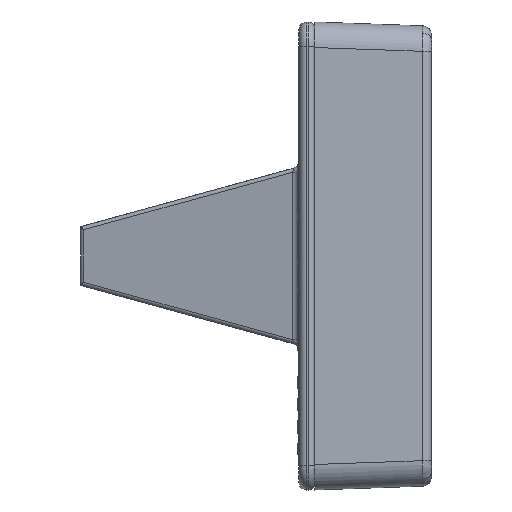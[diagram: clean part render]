
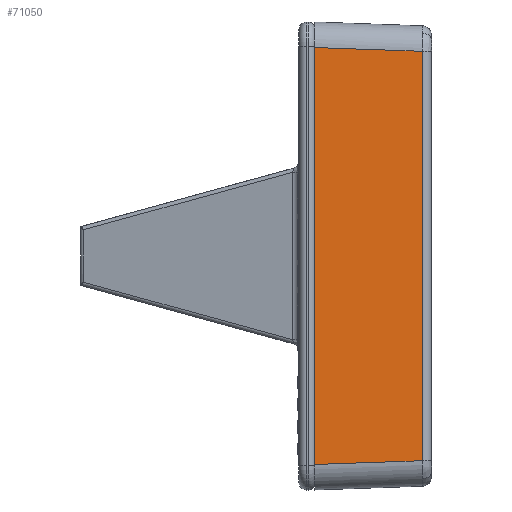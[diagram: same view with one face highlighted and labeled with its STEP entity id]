
A CAD part, left-side view. The second image highlights one B-rep face of the part: STEP entity #71050.
In plain terms, the highlighted face is planar.
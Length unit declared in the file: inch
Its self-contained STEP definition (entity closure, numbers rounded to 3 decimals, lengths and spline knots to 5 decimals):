
#69187=CARTESIAN_POINT('',(-2.95183,-2.62453,-1.37936));
#69188=VERTEX_POINT('',#69187);
#71013=CARTESIAN_POINT('',(-3.,3.,0.0));
#71014=DIRECTION('',(-0.999,0.,-0.035));
#71015=DIRECTION('',(-0.035,0.0,0.999));
#71016=AXIS2_PLACEMENT_3D('',#71013,#71014,#71015);
#71017=PLANE('',#71016);
#71018=CARTESIAN_POINT('',(-3.0,-2.6727,0.0));
#71019=VERTEX_POINT('',#71018);
#71020=CARTESIAN_POINT('',(-2.95183,-2.62453,-1.37936));
#71021=DIRECTION('',(-0.035,-0.035,0.999));
#71022=VECTOR('',#71021,1.38104);
#71023=LINE('',#71020,#71022);
#71024=EDGE_CURVE('',#69188,#71019,#71023,.T.);
#71025=ORIENTED_EDGE('',*,*,#71024,.T.);
#71026=CARTESIAN_POINT('',(-3.,2.6727,0.0));
#71027=VERTEX_POINT('',#71026);
#71028=CARTESIAN_POINT('',(-3.,2.6727,0.0));
#71029=DIRECTION('',(0.0,-1.0,0.0));
#71030=VECTOR('',#71029,5.3454);
#71031=LINE('',#71028,#71030);
#71032=EDGE_CURVE('',#71027,#71019,#71031,.T.);
#71033=ORIENTED_EDGE('',*,*,#71032,.F.);
#71034=CARTESIAN_POINT('',(-2.95183,2.62453,-1.37936));
#71035=VERTEX_POINT('',#71034);
#71036=CARTESIAN_POINT('',(-3.0,2.6727,0.));
#71037=DIRECTION('',(0.035,-0.035,-0.999));
#71038=VECTOR('',#71037,1.38104);
#71039=LINE('',#71036,#71038);
#71040=EDGE_CURVE('',#71027,#71035,#71039,.T.);
#71041=ORIENTED_EDGE('',*,*,#71040,.T.);
#71042=CARTESIAN_POINT('',(-2.95183,2.62453,-1.37936));
#71043=DIRECTION('',(0.0,-1.0,0.0));
#71044=VECTOR('',#71043,5.24906);
#71045=LINE('',#71042,#71044);
#71046=EDGE_CURVE('',#71035,#69188,#71045,.T.);
#71047=ORIENTED_EDGE('',*,*,#71046,.T.);
#71048=EDGE_LOOP('',(#71025,#71033,#71041,#71047));
#71049=FACE_OUTER_BOUND('',#71048,.T.);
#71050=ADVANCED_FACE('',(#71049),#71017,.T.);
